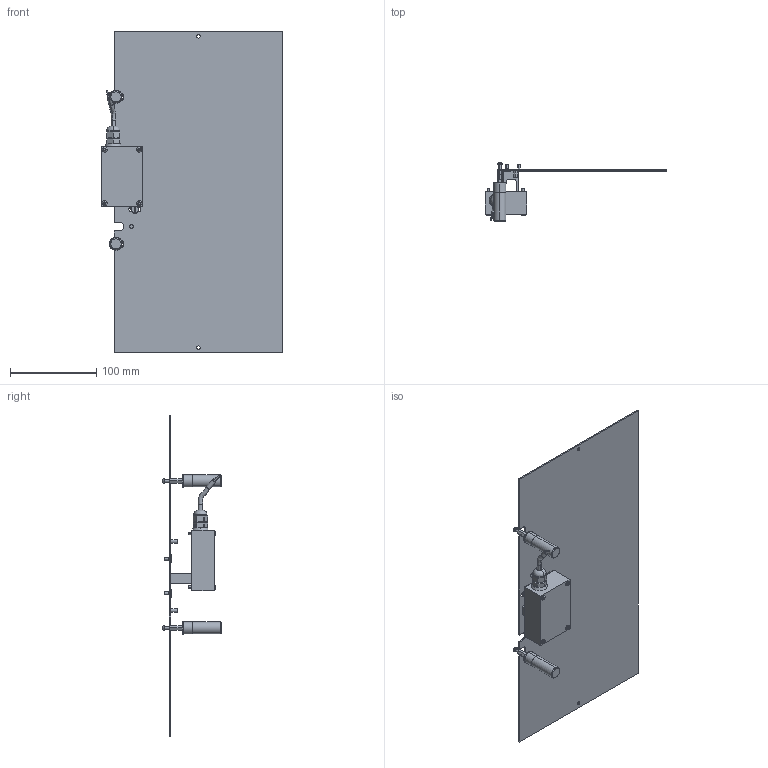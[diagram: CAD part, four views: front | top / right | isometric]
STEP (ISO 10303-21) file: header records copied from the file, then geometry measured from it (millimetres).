
FILE_DESCRIPTION (( 'STEP AP214' ), '1' );
FILE_NAME ('INGUN_115003.STEP', '2024-08-13T08:07:41', ( '' ), ( '' ), 'SwSTEP 2.0', 'SolidWorks 2021', '' );
FILE_SCHEMA (( 'AUTOMOTIVE_DESIGN' ));
Length unit declared in the file: millimetre
Products named in the file (16): SKB-II~skii_M3,0x40 St; 104132~1_S; 105682~1_S; 105685~3_KUNDE<S>; INGUN_115003; 110425~4_KUNDE<S>; ISO7380~n_M03,0x012; 43644~0; 115004~0_S; DIN7991~n_M03,0x010 VA; 110514~0_S; 102736~2; ISO7380~n_M03,0x030; K_116777~0_S; 114732~0; 116134~1_S
Assembly tree (24 placements, depth 3):
  INGUN_115003
    105685~3_KUNDE<S>
      110425~4_KUNDE<S>
      110514~0_S
      43644~0
      ISO7380~n_M03,0x030  x4
      K_116777~0_S
      116134~1_S
    105682~1_S
    115004~0_S
    DIN7991~n_M03,0x010 VA  x2
    104132~1_S  x2
    102736~2  x2
    114732~0  x2
    SKB-II~skii_M3,0x40 St  x2
    ISO7380~n_M03,0x012  x2
Bounding box: 210 x 67.45 x 372 mm (x, y, z)
Volume: 216305.9 mm3; surface area: 182181.7 mm2
Topology: 27 solids, 27 shells, 731 faces, 1793 edges, 1155 vertices
Faces by surface type: cylinder 340, plane 255, cone 95, torus 22, bspline 19
Entity records: 18651 total; most frequent: CARTESIAN_POINT 4591, DIRECTION 2683, ORIENTED_EDGE 2504, EDGE_CURVE 1252, AXIS2_PLACEMENT_3D 999, VERTEX_POINT 816, VECTOR 685, LINE 685
